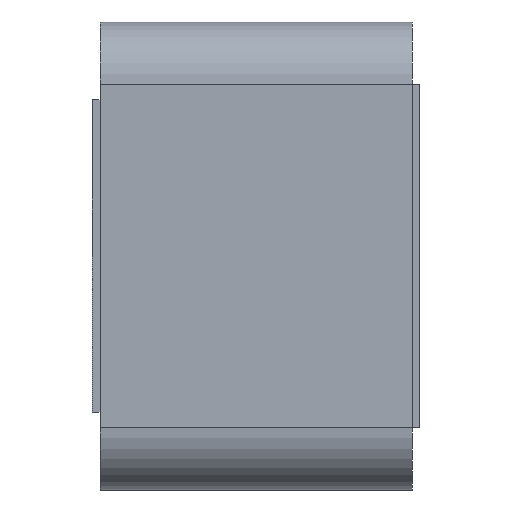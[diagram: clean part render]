
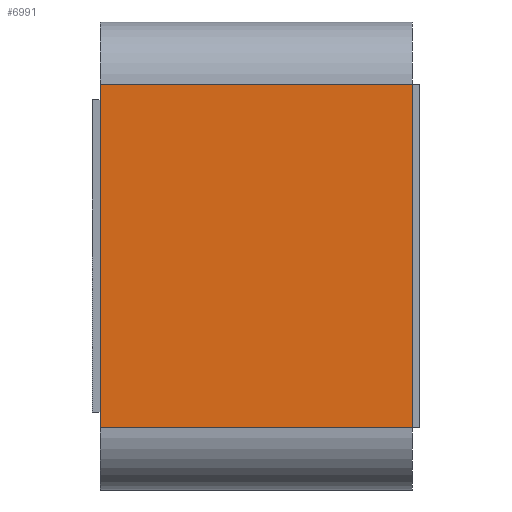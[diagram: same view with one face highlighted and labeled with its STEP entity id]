
A CAD part, left-side view. The second image highlights one B-rep face of the part: STEP entity #6991.
In plain terms, the highlighted planar face has unit normal (-1, 0, 0).
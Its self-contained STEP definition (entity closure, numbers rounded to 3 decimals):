
#225 = VERTEX_POINT ( 'NONE', #1818 ) ;
#259 = ORIENTED_EDGE ( 'NONE', *, *, #2581, .T. ) ;
#380 = ORIENTED_EDGE ( 'NONE', *, *, #7476, .T. ) ;
#992 = LINE ( 'NONE', #6293, #4798 ) ;
#1002 = VERTEX_POINT ( 'NONE', #4479 ) ;
#1818 = CARTESIAN_POINT ( 'NONE',  ( -3.5, 2., -1.1 ) ) ;
#1887 = VERTEX_POINT ( 'NONE', #3191 ) ;
#1979 = PLANE ( 'NONE',  #6189 ) ;
#2001 = DIRECTION ( 'NONE',  ( 0., -1., 0. ) ) ;
#2530 = DIRECTION ( 'NONE',  ( 0., 0., -1. ) ) ;
#2558 = LINE ( 'NONE', #2950, #6368 ) ;
#2581 = EDGE_CURVE ( 'NONE', #225, #1002, #992, .T. ) ;
#2696 = DIRECTION ( 'NONE',  ( 0., 0., 1. ) ) ;
#2898 = VECTOR ( 'NONE', #9086, 1000. ) ;
#2950 = CARTESIAN_POINT ( 'NONE',  ( -3.5, 0., 0. ) ) ;
#3191 = CARTESIAN_POINT ( 'NONE',  ( -3.5, 2., 1.1 ) ) ;
#3402 = LINE ( 'NONE', #7523, #5301 ) ;
#3871 = EDGE_CURVE ( 'NONE', #7878, #1002, #2558, .T. ) ;
#4123 = CARTESIAN_POINT ( 'NONE',  ( -3.5, 2., 1.1 ) ) ;
#4479 = CARTESIAN_POINT ( 'NONE',  ( -3.5, 0., -1.1 ) ) ;
#4737 = ORIENTED_EDGE ( 'NONE', *, *, #5136, .T. ) ;
#4798 = VECTOR ( 'NONE', #2001, 1000. ) ;
#4828 = CARTESIAN_POINT ( 'NONE',  ( -3.5, 2., 0. ) ) ;
#5136 = EDGE_CURVE ( 'NONE', #7878, #1887, #8356, .T. ) ;
#5301 = VECTOR ( 'NONE', #2530, 1000. ) ;
#6144 = EDGE_LOOP ( 'NONE', ( #6357, #4737, #380, #259 ) ) ;
#6189 = AXIS2_PLACEMENT_3D ( 'NONE', #4828, #6983, #2696 ) ;
#6293 = CARTESIAN_POINT ( 'NONE',  ( -3.5, 0., -1.1 ) ) ;
#6357 = ORIENTED_EDGE ( 'NONE', *, *, #3871, .F. ) ;
#6368 = VECTOR ( 'NONE', #7225, 1000. ) ;
#6983 = DIRECTION ( 'NONE',  ( -1., 0., 0. ) ) ;
#6991 = ADVANCED_FACE ( 'NONE', ( #8081 ), #1979, .T. ) ;
#7225 = DIRECTION ( 'NONE',  ( 0., 0., -1. ) ) ;
#7476 = EDGE_CURVE ( 'NONE', #1887, #225, #3402, .T. ) ;
#7523 = CARTESIAN_POINT ( 'NONE',  ( -3.5, 2., 0. ) ) ;
#7878 = VERTEX_POINT ( 'NONE', #8753 ) ;
#8081 = FACE_OUTER_BOUND ( 'NONE', #6144, .T. ) ;
#8356 = LINE ( 'NONE', #4123, #2898 ) ;
#8753 = CARTESIAN_POINT ( 'NONE',  ( -3.5, 0., 1.1 ) ) ;
#9086 = DIRECTION ( 'NONE',  ( 0., 1., 0. ) ) ;
